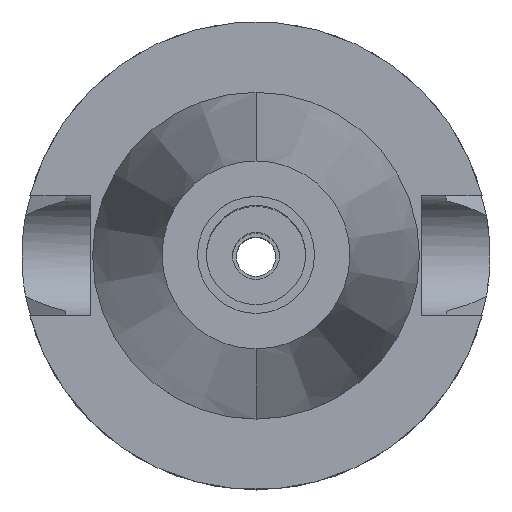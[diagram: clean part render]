
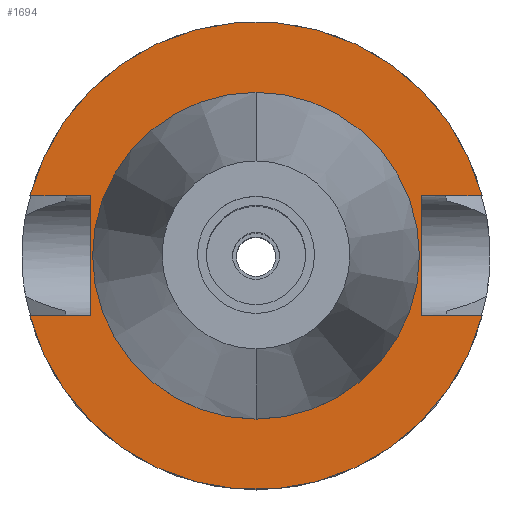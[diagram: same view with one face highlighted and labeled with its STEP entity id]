
A CAD part, top view. The second image highlights one B-rep face of the part: STEP entity #1694.
In plain terms, the highlighted planar face has unit normal (0, 0, 1).
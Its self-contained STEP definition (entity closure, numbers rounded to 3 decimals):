
#23 = ORIENTED_EDGE ( 'NONE', *, *, #326, .F. ) ;
#74 = VECTOR ( 'NONE', #2256, 1000. ) ;
#76 = CIRCLE ( 'NONE', #290, 50. ) ;
#92 = DIRECTION ( 'NONE',  ( 1., 0., 0. ) ) ;
#154 = ORIENTED_EDGE ( 'NONE', *, *, #3094, .F. ) ;
#172 = DIRECTION ( 'NONE',  ( 0., 0., -1. ) ) ;
#235 = VECTOR ( 'NONE', #2634, 1000. ) ;
#259 = VERTEX_POINT ( 'NONE', #2116 ) ;
#261 = ORIENTED_EDGE ( 'NONE', *, *, #1924, .T. ) ;
#266 = ORIENTED_EDGE ( 'NONE', *, *, #1945, .F. ) ;
#277 = ORIENTED_EDGE ( 'NONE', *, *, #639, .F. ) ;
#290 = AXIS2_PLACEMENT_3D ( 'NONE', #1679, #172, #1194 ) ;
#301 = CARTESIAN_POINT ( 'NONE',  ( 0., 0., -1.5 ) ) ;
#326 = EDGE_CURVE ( 'NONE', #1492, #2680, #905, .T. ) ;
#332 = DIRECTION ( 'NONE',  ( -1., 0., 0. ) ) ;
#334 = VECTOR ( 'NONE', #1402, 1000. ) ;
#337 = EDGE_CURVE ( 'NONE', #1774, #1492, #3195, .T. ) ;
#357 = CIRCLE ( 'NONE', #2758, 34.925 ) ;
#369 = LINE ( 'NONE', #657, #235 ) ;
#378 = CARTESIAN_POINT ( 'NONE',  ( 48.321, -12.85, -1.5 ) ) ;
#473 = ORIENTED_EDGE ( 'NONE', *, *, #337, .F. ) ;
#487 = EDGE_CURVE ( 'NONE', #3021, #795, #2779, .T. ) ;
#584 = ORIENTED_EDGE ( 'NONE', *, *, #2720, .F. ) ;
#599 = ORIENTED_EDGE ( 'NONE', *, *, #1126, .T. ) ;
#611 = CARTESIAN_POINT ( 'NONE',  ( 35.4, 12.85, -1.5 ) ) ;
#613 = CARTESIAN_POINT ( 'NONE',  ( -35.4, 12.85, -1.5 ) ) ;
#639 = EDGE_CURVE ( 'NONE', #795, #1682, #1091, .T. ) ;
#657 = CARTESIAN_POINT ( 'NONE',  ( -35.4, -12.85, -1.5 ) ) ;
#778 = ORIENTED_EDGE ( 'NONE', *, *, #487, .F. ) ;
#795 = VERTEX_POINT ( 'NONE', #2657 ) ;
#873 = VECTOR ( 'NONE', #1684, 1000. ) ;
#892 = DIRECTION ( 'NONE',  ( 0., 1., 0. ) ) ;
#905 = LINE ( 'NONE', #1901, #334 ) ;
#921 = CARTESIAN_POINT ( 'NONE',  ( 0., 0., -1.5 ) ) ;
#1034 = VECTOR ( 'NONE', #332, 1000. ) ;
#1090 = EDGE_LOOP ( 'NONE', ( #266, #584 ) ) ;
#1091 = LINE ( 'NONE', #613, #1034 ) ;
#1113 = CARTESIAN_POINT ( 'NONE',  ( 48.321, 12.85, -1.5 ) ) ;
#1126 = EDGE_CURVE ( 'NONE', #3021, #259, #369, .T. ) ;
#1176 = FACE_OUTER_BOUND ( 'NONE', #2462, .T. ) ;
#1194 = DIRECTION ( 'NONE',  ( 0., -1., 0. ) ) ;
#1208 = AXIS2_PLACEMENT_3D ( 'NONE', #301, #3023, #2990 ) ;
#1245 = ORIENTED_EDGE ( 'NONE', *, *, #1794, .F. ) ;
#1250 = CARTESIAN_POINT ( 'NONE',  ( 35.4, 12.85, -1.5 ) ) ;
#1274 = DIRECTION ( 'NONE',  ( 0., -1., 0. ) ) ;
#1317 = CARTESIAN_POINT ( 'NONE',  ( -35.4, -12.85, -1.5 ) ) ;
#1400 = VECTOR ( 'NONE', #92, 1000. ) ;
#1402 = DIRECTION ( 'NONE',  ( 1., 0., 0. ) ) ;
#1492 = VERTEX_POINT ( 'NONE', #3057 ) ;
#1504 = VERTEX_POINT ( 'NONE', #3011 ) ;
#1654 = CARTESIAN_POINT ( 'NONE',  ( -48.321, 12.85, -1.5 ) ) ;
#1664 = AXIS2_PLACEMENT_3D ( 'NONE', #921, #1919, #1676 ) ;
#1670 = CARTESIAN_POINT ( 'NONE',  ( 35.4, 12.85, -1.5 ) ) ;
#1676 = DIRECTION ( 'NONE',  ( 0., -1., 0. ) ) ;
#1679 = CARTESIAN_POINT ( 'NONE',  ( 0., 0., -1.5 ) ) ;
#1682 = VERTEX_POINT ( 'NONE', #1654 ) ;
#1684 = DIRECTION ( 'NONE',  ( 0., -1., 0. ) ) ;
#1694 = ADVANCED_FACE ( 'NONE', ( #1176, #2152 ), #3150, .F. ) ;
#1730 = CARTESIAN_POINT ( 'NONE',  ( 0., 0., -1.5 ) ) ;
#1773 = VERTEX_POINT ( 'NONE', #2512 ) ;
#1774 = VERTEX_POINT ( 'NONE', #1250 ) ;
#1794 = EDGE_CURVE ( 'NONE', #1682, #3007, #2597, .T. ) ;
#1813 = CARTESIAN_POINT ( 'NONE',  ( 0., 0., -1.5 ) ) ;
#1854 = CARTESIAN_POINT ( 'NONE',  ( -35.4, -12.85, -1.5 ) ) ;
#1901 = CARTESIAN_POINT ( 'NONE',  ( 35.4, -12.85, -1.5 ) ) ;
#1919 = DIRECTION ( 'NONE',  ( 0., 0., -1. ) ) ;
#1924 = EDGE_CURVE ( 'NONE', #1774, #3007, #2339, .T. ) ;
#1945 = EDGE_CURVE ( 'NONE', #1504, #1773, #3216, .T. ) ;
#2116 = CARTESIAN_POINT ( 'NONE',  ( -48.321, -12.85, -1.5 ) ) ;
#2152 = FACE_BOUND ( 'NONE', #1090, .T. ) ;
#2256 = DIRECTION ( 'NONE',  ( 0., 1., 0. ) ) ;
#2339 = LINE ( 'NONE', #611, #1400 ) ;
#2462 = EDGE_LOOP ( 'NONE', ( #599, #154, #23, #473, #261, #1245, #277, #778 ) ) ;
#2512 = CARTESIAN_POINT ( 'NONE',  ( 0., -34.925, -1.5 ) ) ;
#2588 = DIRECTION ( 'NONE',  ( 0., 0., 1. ) ) ;
#2597 = CIRCLE ( 'NONE', #1208, 50. ) ;
#2634 = DIRECTION ( 'NONE',  ( -1., 0., 0. ) ) ;
#2657 = CARTESIAN_POINT ( 'NONE',  ( -35.4, 12.85, -1.5 ) ) ;
#2680 = VERTEX_POINT ( 'NONE', #378 ) ;
#2714 = DIRECTION ( 'NONE',  ( 0., 0., 1. ) ) ;
#2720 = EDGE_CURVE ( 'NONE', #1773, #1504, #357, .T. ) ;
#2758 = AXIS2_PLACEMENT_3D ( 'NONE', #1730, #2714, #1274 ) ;
#2779 = LINE ( 'NONE', #1317, #74 ) ;
#2917 = AXIS2_PLACEMENT_3D ( 'NONE', #1813, #2588, #892 ) ;
#2990 = DIRECTION ( 'NONE',  ( 0., 1., 0. ) ) ;
#3007 = VERTEX_POINT ( 'NONE', #1113 ) ;
#3011 = CARTESIAN_POINT ( 'NONE',  ( 0., 34.925, -1.5 ) ) ;
#3021 = VERTEX_POINT ( 'NONE', #1854 ) ;
#3023 = DIRECTION ( 'NONE',  ( 0., 0., -1. ) ) ;
#3057 = CARTESIAN_POINT ( 'NONE',  ( 35.4, -12.85, -1.5 ) ) ;
#3094 = EDGE_CURVE ( 'NONE', #2680, #259, #76, .T. ) ;
#3150 = PLANE ( 'NONE',  #1664 ) ;
#3195 = LINE ( 'NONE', #1670, #873 ) ;
#3216 = CIRCLE ( 'NONE', #2917, 34.925 ) ;
